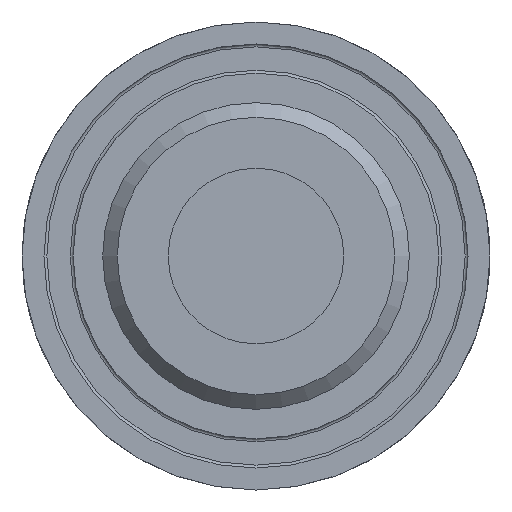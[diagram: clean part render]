
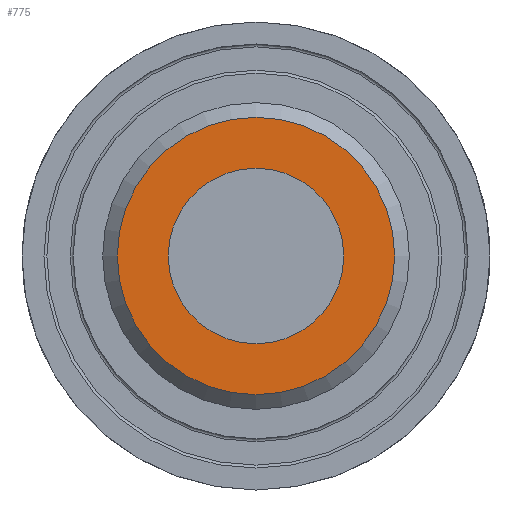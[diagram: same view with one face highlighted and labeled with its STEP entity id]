
A CAD part, front view. The second image highlights one B-rep face of the part: STEP entity #775.
In plain terms, the highlighted planar face has unit normal (0, -1, 0).
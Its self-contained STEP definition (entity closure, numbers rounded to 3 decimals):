
#31=FACE_BOUND('',#276,.T.);
#45=PLANE('',#882);
#162=CIRCLE('',#881,9.48);
#163=CIRCLE('',#883,6.);
#214=FACE_OUTER_BOUND('',#275,.T.);
#275=EDGE_LOOP('',(#596));
#276=EDGE_LOOP('',(#597));
#352=VERTEX_POINT('',#1382);
#353=VERTEX_POINT('',#1386);
#437=EDGE_CURVE('',#352,#352,#162,.T.);
#439=EDGE_CURVE('',#353,#353,#163,.T.);
#596=ORIENTED_EDGE('',*,*,#437,.F.);
#597=ORIENTED_EDGE('',*,*,#439,.F.);
#775=ADVANCED_FACE('',(#214,#31),#45,.T.);
#881=AXIS2_PLACEMENT_3D('',#1383,#1074,#1075);
#882=AXIS2_PLACEMENT_3D('',#1385,#1077,#1078);
#883=AXIS2_PLACEMENT_3D('',#1387,#1079,#1080);
#1074=DIRECTION('center_axis',(0.,1.,0.));
#1075=DIRECTION('ref_axis',(-1.,0.,0.));
#1077=DIRECTION('center_axis',(0.,-1.,0.));
#1078=DIRECTION('ref_axis',(0.,0.,-1.));
#1079=DIRECTION('center_axis',(0.,-1.,0.));
#1080=DIRECTION('ref_axis',(1.,0.,0.));
#1382=CARTESIAN_POINT('',(9.48,35.,0.));
#1383=CARTESIAN_POINT('Origin',(0.,35.,0.));
#1385=CARTESIAN_POINT('Origin',(8.24,35.,0.));
#1386=CARTESIAN_POINT('',(-6.,35.,0.));
#1387=CARTESIAN_POINT('Origin',(0.,35.,0.));
